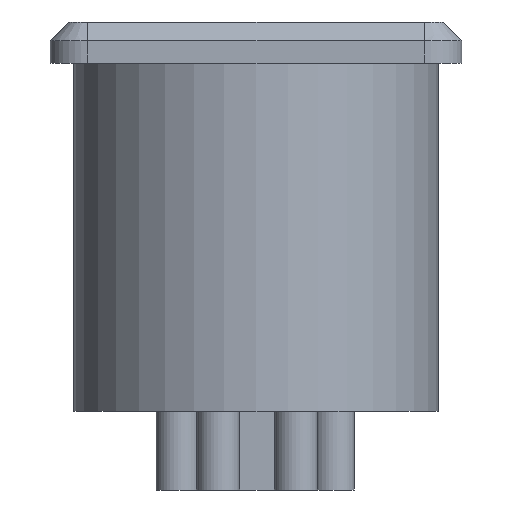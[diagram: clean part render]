
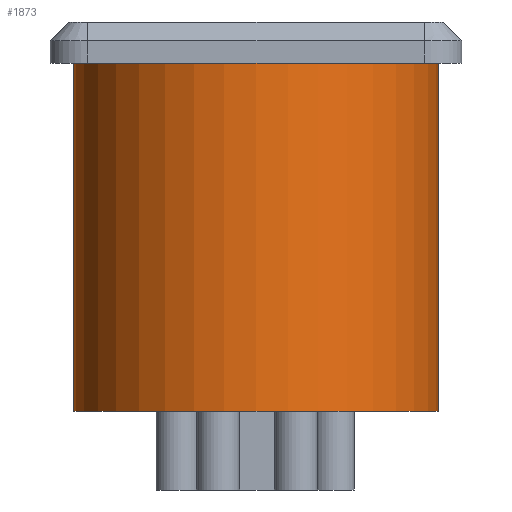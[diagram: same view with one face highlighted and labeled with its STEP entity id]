
A CAD part, front view. The second image highlights one B-rep face of the part: STEP entity #1873.
In plain terms, the highlighted cylindrical face has radius 9.75 mm (diameter 19.5 mm), a partial arc.
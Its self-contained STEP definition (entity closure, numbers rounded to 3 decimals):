
#277=CARTESIAN_POINT('',(0.,0.,0.));
#278=DIRECTION('',(0.,0.,1.));
#279=DIRECTION('',(-1.,0.,0.));
#280=AXIS2_PLACEMENT_3D('',#277,#278,#279);
#670=DIRECTION('',(0.,0.,1.));
#671=VECTOR('',#670,18.6);
#672=CARTESIAN_POINT('',(9.75,0.,-18.6));
#673=LINE('',#672,#671);
#674=DIRECTION('',(0.,0.,1.));
#675=VECTOR('',#674,18.6);
#676=CARTESIAN_POINT('',(-9.75,0.,-18.6));
#677=LINE('',#676,#675);
#683=CARTESIAN_POINT('',(0.,0.,-18.6));
#684=DIRECTION('',(0.,0.,-1.));
#685=DIRECTION('',(1.,0.,0.));
#686=AXIS2_PLACEMENT_3D('',#683,#684,#685);
#988=CARTESIAN_POINT('',(-9.75,0.,-18.6));
#989=CARTESIAN_POINT('',(9.75,0.,-18.6));
#990=VERTEX_POINT('',#988);
#991=VERTEX_POINT('',#989);
#992=CARTESIAN_POINT('',(9.75,0.,0.));
#993=VERTEX_POINT('',#992);
#994=CARTESIAN_POINT('',(-9.75,0.,0.));
#995=VERTEX_POINT('',#994);
#1861=CARTESIAN_POINT('',(0.,0.,0.));
#1862=DIRECTION('',(0.,0.,1.));
#1863=DIRECTION('',(1.,0.,0.));
#1864=AXIS2_PLACEMENT_3D('',#1861,#1862,#1863);
#1865=CYLINDRICAL_SURFACE('',#1864,9.75);
#1866=ORIENTED_EDGE('',*,*,#1851,.F.);
#1868=ORIENTED_EDGE('',*,*,#1867,.T.);
#1869=ORIENTED_EDGE('',*,*,#1854,.T.);
#1870=ORIENTED_EDGE('',*,*,#1205,.T.);
#1871=EDGE_LOOP('',(#1866,#1868,#1869,#1870));
#1872=FACE_OUTER_BOUND('',#1871,.F.);
#281=CIRCLE('',#280,9.75);
#687=CIRCLE('',#686,9.75);
#1205=EDGE_CURVE('',#995,#993,#281,.T.);
#1851=EDGE_CURVE('',#991,#993,#673,.T.);
#1854=EDGE_CURVE('',#990,#995,#677,.T.);
#1867=EDGE_CURVE('',#991,#990,#687,.T.);
#1873=ADVANCED_FACE('',(#1872),#1865,.T.);
